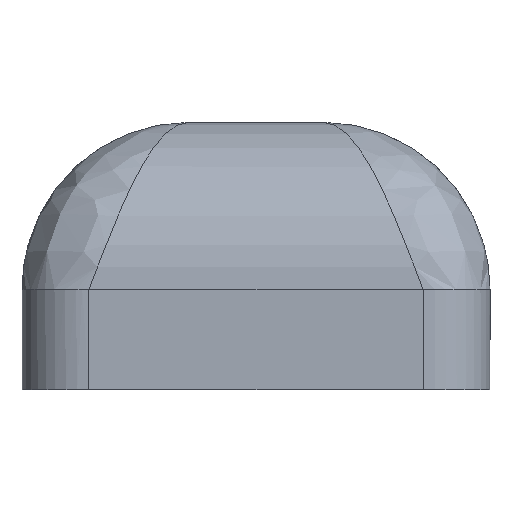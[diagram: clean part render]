
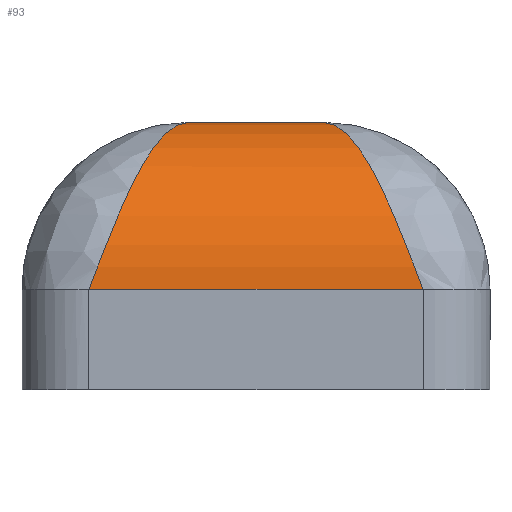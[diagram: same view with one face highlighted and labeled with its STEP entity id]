
A CAD part, left-side view. The second image highlights one B-rep face of the part: STEP entity #93.
In plain terms, the highlighted cylindrical face has radius 0.25 mm (diameter 0.5 mm), a partial arc.
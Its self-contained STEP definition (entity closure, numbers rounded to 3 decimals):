
#24 = VERTEX_POINT('',#25);
#25 = CARTESIAN_POINT('',(0.,0.1,0.15));
#40 = VERTEX_POINT('',#41);
#41 = CARTESIAN_POINT('',(0.,0.6,0.15));
#47 = EDGE_CURVE('',#40,#24,#48,.T.);
#48 = LINE('',#49,#50);
#49 = CARTESIAN_POINT('',(0.,0.6,0.15));
#50 = VECTOR('',#51,1.);
#51 = DIRECTION('',(-0.,-1.,-0.));
#93 = ADVANCED_FACE('',(#94),#127,.T.);
#94 = FACE_BOUND('',#95,.T.);
#95 = EDGE_LOOP('',(#96,#109,#110,#121));
#96 = ORIENTED_EDGE('',*,*,#97,.T.);
#97 = EDGE_CURVE('',#98,#40,#100,.T.);
#98 = VERTEX_POINT('',#99);
#99 = CARTESIAN_POINT('',(0.25,0.45,0.4));
#100 = B_SPLINE_CURVE_WITH_KNOTS('',7,(#101,#102,#103,#104,#105,#106,
    #107,#108),.UNSPECIFIED.,.F.,.F.,(8,8),(0.,1.),
  .PIECEWISE_BEZIER_KNOTS.);
#101 = CARTESIAN_POINT('',(0.25,0.45,0.4));
#102 = CARTESIAN_POINT('',(0.194,0.471,0.4));
#103 = CARTESIAN_POINT('',(0.138,0.493,0.385)
  );
#104 = CARTESIAN_POINT('',(0.086,0.514,
    0.356));
#105 = CARTESIAN_POINT('',(0.044,0.536,
    0.314));
#106 = CARTESIAN_POINT('',(0.015,0.557,
    0.262));
#107 = CARTESIAN_POINT('',(0.,0.579,
    0.206));
#108 = CARTESIAN_POINT('',(0.,0.6,0.15));
#109 = ORIENTED_EDGE('',*,*,#47,.T.);
#110 = ORIENTED_EDGE('',*,*,#111,.F.);
#111 = EDGE_CURVE('',#112,#24,#114,.T.);
#112 = VERTEX_POINT('',#113);
#113 = CARTESIAN_POINT('',(0.25,0.25,0.4));
#114 = B_SPLINE_CURVE_WITH_KNOTS('',5,(#115,#116,#117,#118,#119,#120),
  .UNSPECIFIED.,.F.,.F.,(6,6),(0.,1.),.PIECEWISE_BEZIER_KNOTS.);
#115 = CARTESIAN_POINT('',(0.25,0.25,0.4));
#116 = CARTESIAN_POINT('',(0.171,0.22,0.4));
#117 = CARTESIAN_POINT('',(0.093,0.19,0.369));
#118 = CARTESIAN_POINT('',(0.031,0.16,0.307));
#119 = CARTESIAN_POINT('',(0.,0.13,0.229));
#120 = CARTESIAN_POINT('',(0.,0.1,0.15));
#121 = ORIENTED_EDGE('',*,*,#122,.F.);
#122 = EDGE_CURVE('',#98,#112,#123,.T.);
#123 = LINE('',#124,#125);
#124 = CARTESIAN_POINT('',(0.25,0.6,0.4));
#125 = VECTOR('',#126,1.);
#126 = DIRECTION('',(-0.,-1.,-0.));
#127 = CYLINDRICAL_SURFACE('',#128,0.25);
#128 = AXIS2_PLACEMENT_3D('',#129,#130,#131);
#129 = CARTESIAN_POINT('',(0.25,0.6,0.15));
#130 = DIRECTION('',(-0.,-1.,-0.));
#131 = DIRECTION('',(0.,0.,1.));
